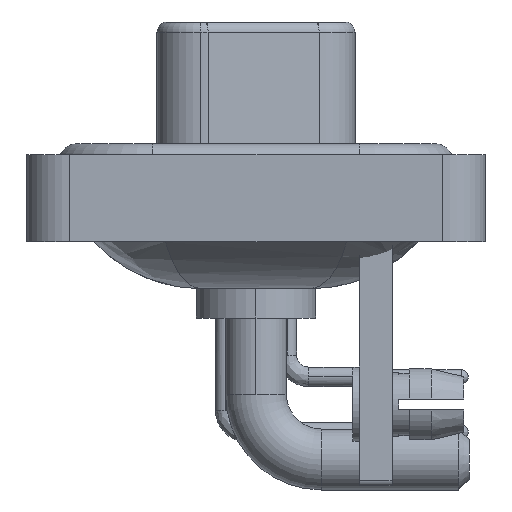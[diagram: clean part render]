
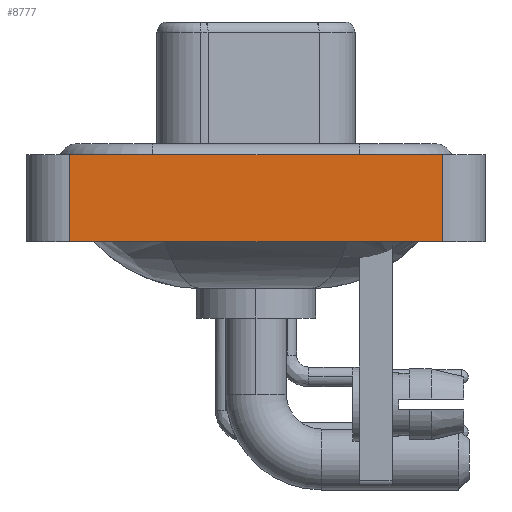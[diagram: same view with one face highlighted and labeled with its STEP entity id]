
A CAD part, left-side view. The second image highlights one B-rep face of the part: STEP entity #8777.
In plain terms, the highlighted planar face has unit normal (-1, 0, 0).
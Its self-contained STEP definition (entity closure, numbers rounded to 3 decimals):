
#317 = CARTESIAN_POINT ( 'NONE',  ( -7.35, -8.55, 0.4 ) ) ;
#377 = VECTOR ( 'NONE', #7479, 1000. ) ;
#1832 = EDGE_CURVE ( 'NONE', #17394, #4151, #11431, .T. ) ;
#1947 = FACE_OUTER_BOUND ( 'NONE', #23460, .T. ) ;
#2151 = ORIENTED_EDGE ( 'NONE', *, *, #14136, .T. ) ;
#2682 = DIRECTION ( 'NONE',  ( 0., -1., 0. ) ) ;
#4059 = VECTOR ( 'NONE', #11241, 1000. ) ;
#4151 = VERTEX_POINT ( 'NONE', #317 ) ;
#5332 = LINE ( 'NONE', #7768, #377 ) ;
#6452 = CARTESIAN_POINT ( 'NONE',  ( -7.35, -8.55, -3.6 ) ) ;
#6796 = LINE ( 'NONE', #23967, #4059 ) ;
#7479 = DIRECTION ( 'NONE',  ( 0., 0., 1. ) ) ;
#7768 = CARTESIAN_POINT ( 'NONE',  ( -7.35, -8.55, -3.6 ) ) ;
#8777 = ADVANCED_FACE ( 'NONE', ( #1947 ), #10708, .T. ) ;
#9022 = ORIENTED_EDGE ( 'NONE', *, *, #15292, .F. ) ;
#9416 = DIRECTION ( 'NONE',  ( -1., 0., 0. ) ) ;
#10708 = PLANE ( 'NONE',  #18910 ) ;
#11241 = DIRECTION ( 'NONE',  ( 0., 0., 1. ) ) ;
#11271 = CARTESIAN_POINT ( 'NONE',  ( -7.35, -8.55, -3.6 ) ) ;
#11431 = LINE ( 'NONE', #20683, #15007 ) ;
#11976 = VERTEX_POINT ( 'NONE', #26079 ) ;
#12038 = VERTEX_POINT ( 'NONE', #6452 ) ;
#13059 = ORIENTED_EDGE ( 'NONE', *, *, #19668, .T. ) ;
#13503 = CARTESIAN_POINT ( 'NONE',  ( -7.35, -8.55, -3.6 ) ) ;
#14136 = EDGE_CURVE ( 'NONE', #12038, #4151, #5332, .T. ) ;
#15007 = VECTOR ( 'NONE', #2682, 1000. ) ;
#15292 = EDGE_CURVE ( 'NONE', #11976, #17394, #6796, .T. ) ;
#17394 = VERTEX_POINT ( 'NONE', #19270 ) ;
#18049 = DIRECTION ( 'NONE',  ( 0., 0., 1. ) ) ;
#18910 = AXIS2_PLACEMENT_3D ( 'NONE', #11271, #9416, #18049 ) ;
#19270 = CARTESIAN_POINT ( 'NONE',  ( -7.35, 8.55, 0.4 ) ) ;
#19574 = LINE ( 'NONE', #13503, #25512 ) ;
#19668 = EDGE_CURVE ( 'NONE', #11976, #12038, #19574, .T. ) ;
#20354 = ORIENTED_EDGE ( 'NONE', *, *, #1832, .F. ) ;
#20683 = CARTESIAN_POINT ( 'NONE',  ( -7.35, -8.55, 0.4 ) ) ;
#23460 = EDGE_LOOP ( 'NONE', ( #2151, #20354, #9022, #13059 ) ) ;
#23967 = CARTESIAN_POINT ( 'NONE',  ( -7.35, 8.55, -3.6 ) ) ;
#25512 = VECTOR ( 'NONE', #28414, 1000. ) ;
#26079 = CARTESIAN_POINT ( 'NONE',  ( -7.35, 8.55, -3.6 ) ) ;
#28414 = DIRECTION ( 'NONE',  ( 0., -1., 0. ) ) ;
